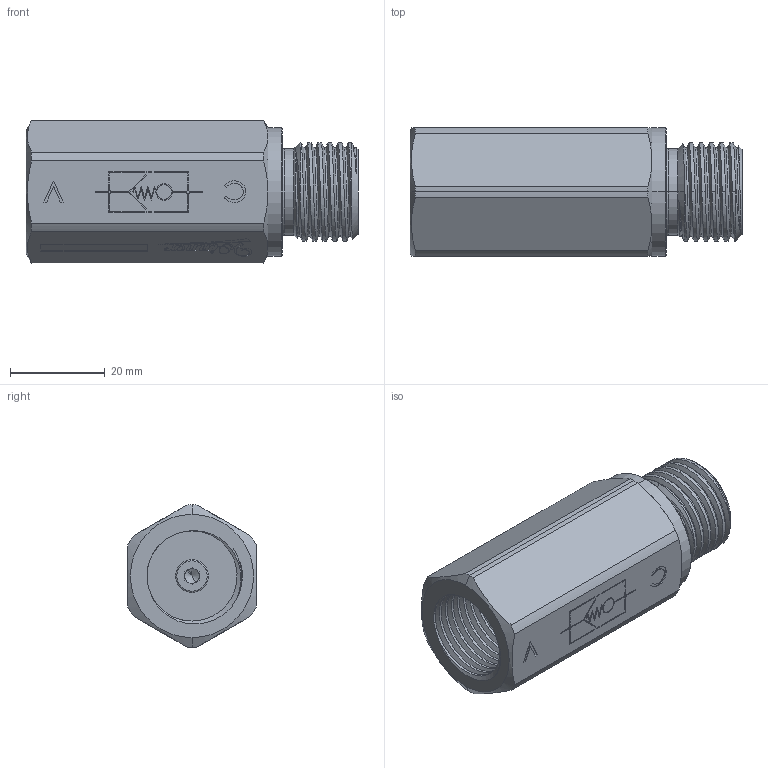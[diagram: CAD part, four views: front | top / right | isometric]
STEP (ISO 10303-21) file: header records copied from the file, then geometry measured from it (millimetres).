
FILE_DESCRIPTION (( 'STEP AP203' ), '1' );
FILE_NAME ('MEG04BG04A-HB.STEP', '2020-03-20T05:20:47', ( '' ), ( '' ), 'SwSTEP 2.0', 'SolidWorks 2018', '' );
FILE_SCHEMA (( 'CONFIG_CONTROL_DESIGN' ));
Length unit declared in the file: millimetre
Products named in the file (1): MEG04BG04A-HB
Bounding box: 70 x 27 x 30 mm (x, y, z)
Volume: 30058.8 mm3; surface area: 10558.1 mm2
Topology: 1 solids, 1 shells, 442 faces, 1215 edges, 797 vertices
Faces by surface type: cylinder 221, plane 181, cone 22, bspline 14, torus 4
Entity records: 18117 total; most frequent: CARTESIAN_POINT 6774, ORIENTED_EDGE 2426, DIRECTION 2357, EDGE_CURVE 1213, AXIS2_PLACEMENT_3D 838, VERTEX_POINT 797, LINE 681, VECTOR 681
